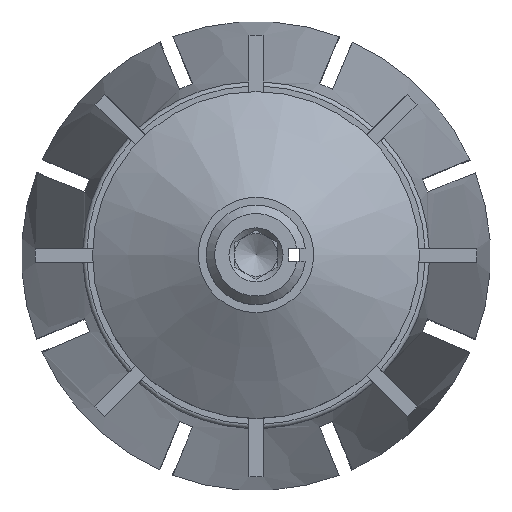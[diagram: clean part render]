
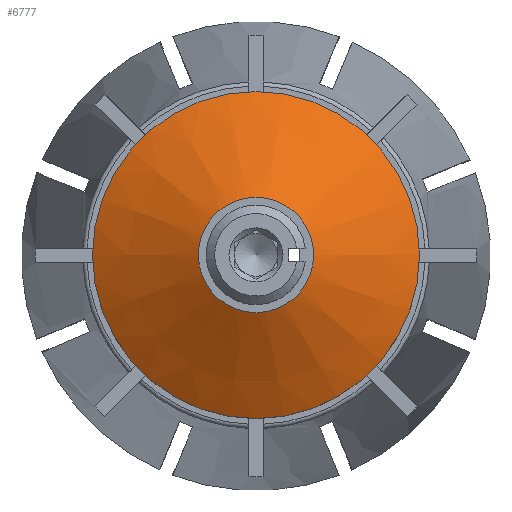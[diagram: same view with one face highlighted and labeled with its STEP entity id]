
A CAD part, top view. The second image highlights one B-rep face of the part: STEP entity #6777.
In plain terms, the highlighted conical face has half-angle 60 degrees and reference radius 4.052 mm.
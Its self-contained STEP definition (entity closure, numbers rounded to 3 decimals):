
#100=CONICAL_SURFACE('',#7323,4.052,1.047);
#555=CIRCLE('',#7300,4.052);
#567=CIRCLE('',#7322,11.5);
#1980=ORIENTED_EDGE('',*,*,#2789,.F.);
#1981=ORIENTED_EDGE('',*,*,#2805,.T.);
#2789=EDGE_CURVE('',#3315,#3315,#555,.T.);
#2805=EDGE_CURVE('',#3329,#3329,#567,.T.);
#3315=VERTEX_POINT('',#10566);
#3329=VERTEX_POINT('',#10606);
#4261=EDGE_LOOP('',(#1980));
#4262=EDGE_LOOP('',(#1981));
#4545=FACE_BOUND('',#4261,.T.);
#4546=FACE_BOUND('',#4262,.T.);
#6777=ADVANCED_FACE('',(#4545,#4546),#100,.T.);
#7300=AXIS2_PLACEMENT_3D('',#10565,#8641,#8642);
#7322=AXIS2_PLACEMENT_3D('',#10605,#8689,#8690);
#7323=AXIS2_PLACEMENT_3D('',#10607,#8691,#8692);
#8641=DIRECTION('',(0.,0.,1.));
#8642=DIRECTION('',(1.,0.,0.));
#8689=DIRECTION('',(0.,0.,1.));
#8690=DIRECTION('',(1.,0.,0.));
#8691=DIRECTION('',(0.,0.,-1.));
#8692=DIRECTION('',(-1.,0.,0.));
#10565=CARTESIAN_POINT('',(0.,0.,50.4));
#10566=CARTESIAN_POINT('',(4.052,0.,50.4));
#10605=CARTESIAN_POINT('',(0.,0.,46.1));
#10606=CARTESIAN_POINT('',(11.5,0.,46.1));
#10607=CARTESIAN_POINT('',(0.,0.,50.4));
